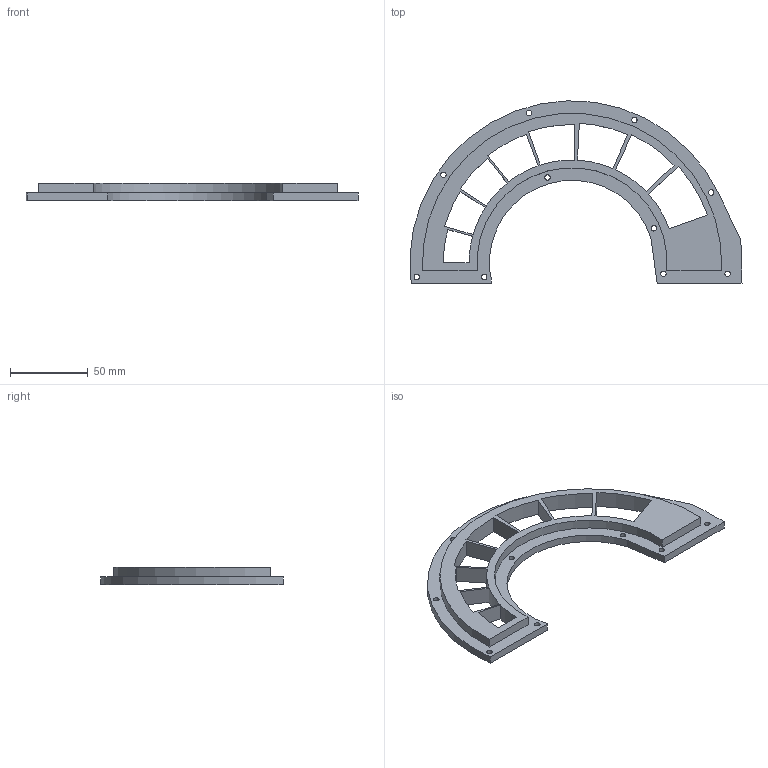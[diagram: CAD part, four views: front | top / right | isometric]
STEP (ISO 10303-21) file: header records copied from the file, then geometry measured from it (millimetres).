
FILE_DESCRIPTION(('FreeCAD Model'),'2;1');
FILE_NAME('Open CASCADE Shape Model','2026-01-06T18:46:11',('Author'),( ''),'Open CASCADE STEP processor 7.8','FreeCAD','Unknown');
FILE_SCHEMA(('AUTOMOTIVE_DESIGN { 1 0 10303 214 1 1 1 1 }'));
Length unit declared in the file: millimetre
Products named in the file (1): Lichaam
Bounding box: 212.91 x 116.96 x 11 mm (x, y, z)
Volume: 74195.4 mm3; surface area: 34597.2 mm2
Topology: 1 solids, 1 shells, 57 faces, 162 edges, 108 vertices
Faces by surface type: cylinder 31, plane 26
Full cylindrical faces by diameter (mm): 3.5 x10
Entity records: 1962 total; most frequent: CARTESIAN_POINT 338, DIRECTION 330, ORIENTED_EDGE 324, EDGE_CURVE 162, AXIS2_PLACEMENT_3D 120, VERTEX_POINT 108, FACE_BOUND 94, EDGE_LOOP 94
